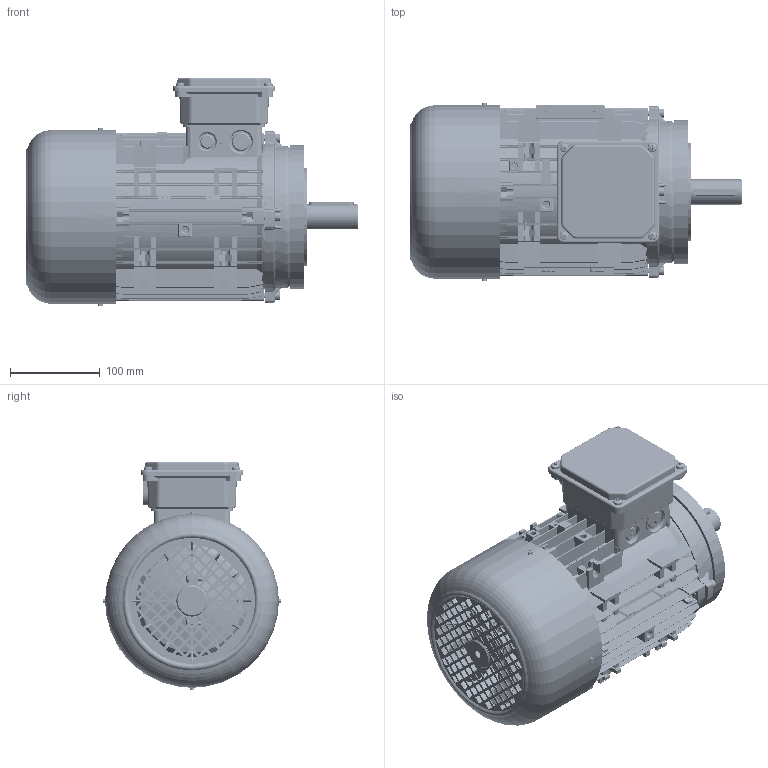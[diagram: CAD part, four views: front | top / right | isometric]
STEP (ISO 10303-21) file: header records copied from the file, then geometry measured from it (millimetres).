
FILE_DESCRIPTION((''),'2;1');
FILE_NAME('MOTM100-B14ST.stp','2012-09-21T18:04:54',('XP'),(''),'Autodesk Inventor 2011','Autodesk Inventor 2011','');
FILE_SCHEMA(('AUTOMOTIVE_DESIGN { 1 0 10303 214 1 1 1 1 }'));
Length unit declared in the file: millimetre
Products named in the file (26): MOTM100-B14ST; CARCASSA M100-B5 LAVORATA; Scudo anteriore lavorato 100 Exd; Disco B14 100 Exd; Scudo posteriore 100 Exd; 1010130; 1014450; BASE_1014450; COPERCHIO_1014450; TARGA_ELPROM; 1023260; 5020080; Albero; Albero_1; 1008020; 1007580_1_000; 1009400; VENTOLA; ANELLO+VITI_MEC100; FASCETTA; PIASTRINA; ISO 7045  H  M5 x 14 - 4.8 - H; 1042490; 1012850; UNI 5931 M 8 x  25; UNI 5931 M 6 x  25
Assembly tree (39 placements, depth 4):
  MOTM100-B14ST
    CARCASSA M100-B5 LAVORATA
    Scudo anteriore lavorato 100 Exd
    Disco B14 100 Exd
    Scudo posteriore 100 Exd
    1010130
    1014450
      BASE_1014450
      COPERCHIO_1014450
    TARGA_ELPROM
    1023260  x4
    5020080
      Albero
        Albero_1
    1008020
    1007580_1_000
    1009400
      VENTOLA
      ANELLO+VITI_MEC100
        FASCETTA
        PIASTRINA  x2
        ISO 7045  H  M5 x 14 - 4.8 - H  x2
    1042490
    1012850  x4
    UNI 5931 M 8 x  25  x4
    UNI 5931 M 6 x  25  x4
Bounding box: 370.74 x 199.3 x 254.95 mm (x, y, z)
Volume: 2088206.6 mm3; surface area: 1029899.9 mm2
Topology: 35 solids, 37 shells, 5132 faces, 13638 edges, 8655 vertices
Faces by surface type: plane 2330, cylinder 976, bspline 775, cone 625, torus 388, sphere 38
Full cylindrical faces by diameter (mm): 1.711 x2, 2.5 x29, 2.7 x2, 3.2 x4, 3.3 x3, 4 x6, 4.1 x4, 4.25 x4, 4.5 x4, 4.567 x2, 5 x8, 5.2 x4, 5.5 x4, 6 x16, 6.5 x4, 6.647 x8, 6.7 x1, 7 x7, 8 x5, 8.376 x1, 8.5 x4, 9.7 x4, 10 x4, 13 x4, 17 x4, 18.2 x2, 18.6 x2, 23.7 x2, 27.4 x1, 28 x3
Entity records: 185120 total; most frequent: CARTESIAN_POINT 72129, ORIENTED_EDGE 24600, DIRECTION 21055, EDGE_CURVE 12300, VERTEX_POINT 8066, AXIS2_PLACEMENT_3D 7380, VECTOR 6295, LINE 6295
